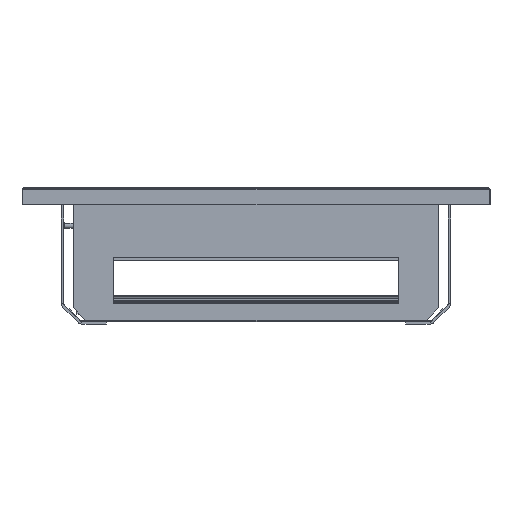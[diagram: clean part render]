
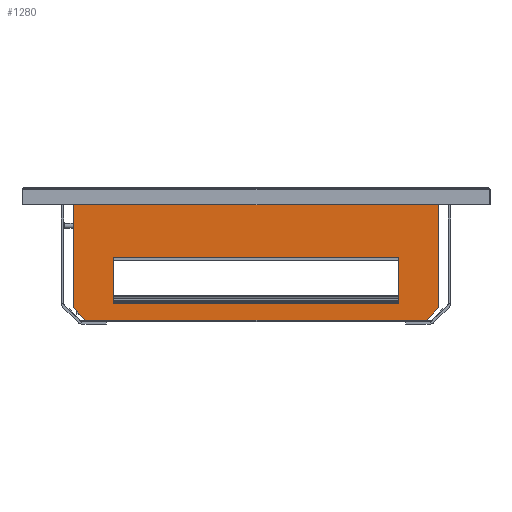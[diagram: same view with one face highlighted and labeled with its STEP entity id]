
A CAD part, front view. The second image highlights one B-rep face of the part: STEP entity #1280.
In plain terms, the highlighted face is planar.
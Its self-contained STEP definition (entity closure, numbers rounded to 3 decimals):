
#1280=ADVANCED_FACE('',(#5807,#5809),#5811,.F.);
#5807=FACE_BOUND('',#5808,.T.);
#5808=EDGE_LOOP('',(#10175,#10176,#10177,#10178,#10179,#10180));
#5809=FACE_BOUND('',#5810,.T.);
#5810=EDGE_LOOP('',(#10181,#10182,#10183,#10184));
#5811=PLANE('',#5812);
#5812=AXIS2_PLACEMENT_3D('',#5813,#5814,#5815);
#5813=CARTESIAN_POINT('',(60.9,0.,0.));
#5814=DIRECTION('',(1.,0.,0.));
#5815=DIRECTION('',(0.,0.,-1.));
#10175=ORIENTED_EDGE('',*,*,#12577,.F.);
#10176=ORIENTED_EDGE('',*,*,#12578,.T.);
#10177=ORIENTED_EDGE('',*,*,#12579,.F.);
#10178=ORIENTED_EDGE('',*,*,#12580,.T.);
#10179=ORIENTED_EDGE('',*,*,#12581,.T.);
#10180=ORIENTED_EDGE('',*,*,#12582,.T.);
#10181=ORIENTED_EDGE('',*,*,#12583,.F.);
#10182=ORIENTED_EDGE('',*,*,#12584,.F.);
#10183=ORIENTED_EDGE('',*,*,#12585,.F.);
#10184=ORIENTED_EDGE('',*,*,#12586,.F.);
#12577=EDGE_CURVE('',#13788,#13789,#13790,.T.);
#12578=EDGE_CURVE('',#13788,#13791,#13792,.T.);
#12579=EDGE_CURVE('',#13793,#13791,#13794,.T.);
#12580=EDGE_CURVE('',#13793,#13795,#13796,.T.);
#12581=EDGE_CURVE('',#13795,#13797,#13798,.T.);
#12582=EDGE_CURVE('',#13797,#13789,#13799,.T.);
#12583=EDGE_CURVE('',#13800,#13801,#13802,.T.);
#12584=EDGE_CURVE('',#13803,#13800,#13804,.T.);
#12585=EDGE_CURVE('',#13805,#13803,#13806,.T.);
#12586=EDGE_CURVE('',#13801,#13805,#13807,.T.);
#13788=VERTEX_POINT('',#15772);
#13789=VERTEX_POINT('',#15773);
#13790=LINE('',#15774,#15775);
#13791=VERTEX_POINT('',#15777);
#13792=LINE('',#15778,#15779);
#13793=VERTEX_POINT('',#15781);
#13794=LINE('',#15782,#15783);
#13795=VERTEX_POINT('',#15785);
#13796=LINE('',#15786,#15787);
#13797=VERTEX_POINT('',#15789);
#13798=LINE('',#15790,#15791);
#13799=LINE('',#15793,#15794);
#13800=VERTEX_POINT('',#15796);
#13801=VERTEX_POINT('',#15797);
#13802=LINE('',#15798,#15799);
#13803=VERTEX_POINT('',#15801);
#13804=LINE('',#15802,#15803);
#13805=VERTEX_POINT('',#15805);
#13806=LINE('',#15806,#15807);
#13807=LINE('',#15809,#15810);
#15772=CARTESIAN_POINT('',(60.9,60.2,-140.929));
#15773=CARTESIAN_POINT('',(60.9,74.771,-155.5));
#15774=CARTESIAN_POINT('',(60.9,60.2,-140.929));
#15775=VECTOR('',#15776,1.);
#15776=DIRECTION('',(0.,0.707,-0.707));
#15777=CARTESIAN_POINT('',(60.9,60.2,-15.7));
#15778=CARTESIAN_POINT('',(60.9,60.2,-140.929));
#15779=VECTOR('',#15780,1.);
#15780=DIRECTION('',(0.,0.,1.));
#15781=CARTESIAN_POINT('',(60.9,489.8,-15.7));
#15782=CARTESIAN_POINT('',(60.9,489.8,-15.7));
#15783=VECTOR('',#15784,1.);
#15784=DIRECTION('',(0.,-1.,0.));
#15785=CARTESIAN_POINT('',(60.9,489.8,-140.929));
#15786=CARTESIAN_POINT('',(60.9,489.8,-15.7));
#15787=VECTOR('',#15788,1.);
#15788=DIRECTION('',(0.,0.,-1.));
#15789=CARTESIAN_POINT('',(60.9,475.229,-155.5));
#15790=CARTESIAN_POINT('',(60.9,489.8,-140.929));
#15791=VECTOR('',#15792,1.);
#15792=DIRECTION('',(0.,-0.707,-0.707));
#15793=CARTESIAN_POINT('',(60.9,475.229,-155.5));
#15794=VECTOR('',#15795,1.);
#15795=DIRECTION('',(0.,-1.,0.));
#15796=CARTESIAN_POINT('',(60.9,442.8,-81.2));
#15797=CARTESIAN_POINT('',(60.9,442.8,-136.2));
#15798=CARTESIAN_POINT('',(60.9,442.8,-81.2));
#15799=VECTOR('',#15800,1.);
#15800=DIRECTION('',(0.,0.,-1.));
#15801=CARTESIAN_POINT('',(60.9,107.2,-81.2));
#15802=CARTESIAN_POINT('',(60.9,107.2,-81.2));
#15803=VECTOR('',#15804,1.);
#15804=DIRECTION('',(0.,1.,0.));
#15805=CARTESIAN_POINT('',(60.9,107.2,-136.2));
#15806=CARTESIAN_POINT('',(60.9,107.2,-136.2));
#15807=VECTOR('',#15808,1.);
#15808=DIRECTION('',(0.,0.,1.));
#15809=CARTESIAN_POINT('',(60.9,442.8,-136.2));
#15810=VECTOR('',#15811,1.);
#15811=DIRECTION('',(0.,-1.,0.));
